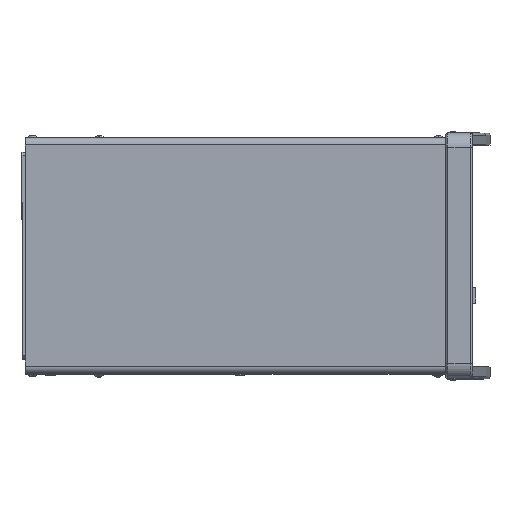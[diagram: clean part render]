
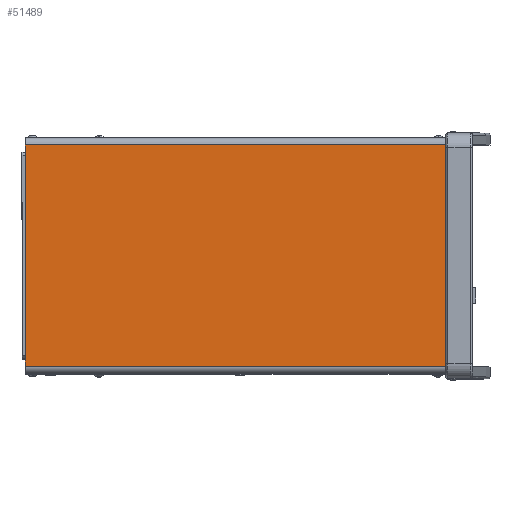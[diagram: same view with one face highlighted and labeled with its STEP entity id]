
A CAD part, top view. The second image highlights one B-rep face of the part: STEP entity #51489.
In plain terms, the highlighted planar face has unit normal (0, 0, 1).
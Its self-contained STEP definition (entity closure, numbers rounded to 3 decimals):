
#4599=FACE_OUTER_BOUND('',#7642,.T.);
#7642=EDGE_LOOP('',(#34441,#34442,#34443,#34444,#34445,#34446));
#10861=LINE('',#70419,#15830);
#10867=LINE('',#70431,#15836);
#11204=LINE('',#71743,#16173);
#11205=LINE('',#71747,#16174);
#11206=LINE('',#71748,#16175);
#11207=LINE('',#71749,#16176);
#15830=VECTOR('',#58208,10.);
#15836=VECTOR('',#58214,10.);
#16173=VECTOR('',#58817,10.);
#16174=VECTOR('',#58822,10.);
#16175=VECTOR('',#58823,10.);
#16176=VECTOR('',#58824,10.);
#20826=VERTEX_POINT('',#70416);
#20827=VERTEX_POINT('',#70418);
#20832=VERTEX_POINT('',#70428);
#20833=VERTEX_POINT('',#70430);
#21283=VERTEX_POINT('',#71742);
#21284=VERTEX_POINT('',#71746);
#26087=EDGE_CURVE('',#20826,#20827,#10861,.T.);
#26093=EDGE_CURVE('',#20832,#20833,#10867,.T.);
#26557=EDGE_CURVE('',#20833,#21283,#11204,.T.);
#26559=EDGE_CURVE('',#20826,#21284,#11205,.T.);
#26560=EDGE_CURVE('',#21283,#21284,#11206,.T.);
#26561=EDGE_CURVE('',#20827,#20832,#11207,.T.);
#34441=ORIENTED_EDGE('',*,*,#26087,.F.);
#34442=ORIENTED_EDGE('',*,*,#26559,.T.);
#34443=ORIENTED_EDGE('',*,*,#26560,.F.);
#34444=ORIENTED_EDGE('',*,*,#26557,.F.);
#34445=ORIENTED_EDGE('',*,*,#26093,.F.);
#34446=ORIENTED_EDGE('',*,*,#26561,.F.);
#49621=PLANE('',#54727);
#51489=ADVANCED_FACE('',(#4599),#49621,.T.);
#54727=AXIS2_PLACEMENT_3D('',#71745,#58820,#58821);
#58208=DIRECTION('',(0.,1.,0.));
#58214=DIRECTION('',(0.,1.,0.));
#58817=DIRECTION('',(1.,0.,0.));
#58820=DIRECTION('center_axis',(0.,0.,
1.));
#58821=DIRECTION('ref_axis',(0.,-1.,0.));
#58822=DIRECTION('',(1.,0.,0.));
#58823=DIRECTION('',(0.,-1.,0.));
#58824=DIRECTION('',(0.,1.,0.));
#70416=CARTESIAN_POINT('',(-1.6,-75.,290.));
#70418=CARTESIAN_POINT('',(-1.6,-70.,290.));
#70419=CARTESIAN_POINT('',(-1.6,-75.,290.));
#70428=CARTESIAN_POINT('',(-1.6,70.,290.));
#70430=CARTESIAN_POINT('',(-1.6,75.,290.));
#70431=CARTESIAN_POINT('',(-1.6,-75.,290.));
#71742=CARTESIAN_POINT('',(283.4,75.,290.));
#71743=CARTESIAN_POINT('',(-1.6,75.,290.));
#71745=CARTESIAN_POINT('Origin',(-1.6,75.,290.));
#71746=CARTESIAN_POINT('',(283.4,-75.,290.));
#71747=CARTESIAN_POINT('',(-1.6,-75.,290.));
#71748=CARTESIAN_POINT('',(283.4,-75.,290.));
#71749=CARTESIAN_POINT('',(-1.6,-75.,290.));
